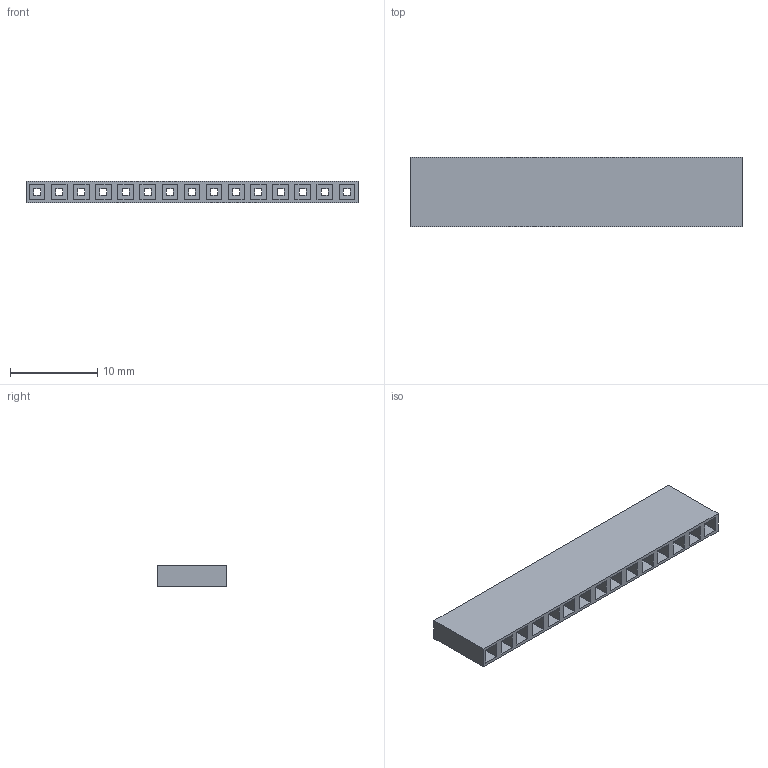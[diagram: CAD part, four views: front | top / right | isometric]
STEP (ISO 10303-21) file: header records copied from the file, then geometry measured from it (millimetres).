
FILE_DESCRIPTION (( 'STEP AP214' ), '1' );
FILE_NAME ('Header_Female_single_15.STEP', '2020-10-06T11:28:08', ( '' ), ( '' ), 'SwSTEP 2.0', 'SolidWorks 2019', '' );
FILE_SCHEMA (( 'AUTOMOTIVE_DESIGN' ));
Length unit declared in the file: millimetre
Products named in the file (1): Header_Female_single_15
Bounding box: 38.1 x 8 x 2.5 mm (x, y, z)
Volume: 428.9 mm3; surface area: 1589 mm2
Topology: 1 solids, 1 shells, 202 faces, 497 edges, 312 vertices
Faces by surface type: plane 202
Entity records: 5851 total; most frequent: CARTESIAN_POINT 1012, ORIENTED_EDGE 994, DIRECTION 903, VECTOR 497, LINE 497, EDGE_CURVE 497, VERTEX_POINT 312, EDGE_LOOP 247
